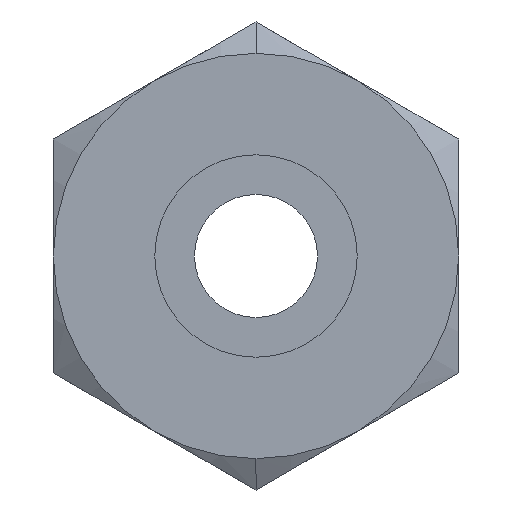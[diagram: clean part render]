
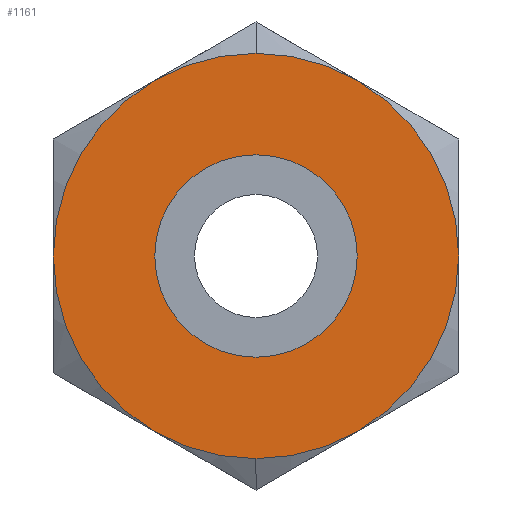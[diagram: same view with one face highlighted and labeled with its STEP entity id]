
A CAD part, left-side view. The second image highlights one B-rep face of the part: STEP entity #1161.
In plain terms, the highlighted planar face has unit normal (-1, 0, 0).
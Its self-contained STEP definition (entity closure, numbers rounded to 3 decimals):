
#16 = CARTESIAN_POINT ( 'NONE',  ( 0., 0., 7.935 ) ) ;
#337 = EDGE_LOOP ( 'NONE', ( #3786, #3101 ) ) ;
#601 = VERTEX_POINT ( 'NONE', #952 ) ;
#663 = EDGE_CURVE ( 'NONE', #601, #5336, #716, .T. ) ;
#716 = CIRCLE ( 'NONE', #2912, 7.935 ) ;
#786 = CARTESIAN_POINT ( 'NONE',  ( 0., 0., 3.967 ) ) ;
#952 = CARTESIAN_POINT ( 'NONE',  ( 0., 0., -7.935 ) ) ;
#1014 = CARTESIAN_POINT ( 'NONE',  ( 0., 0., -3.965 ) ) ;
#1084 = AXIS2_PLACEMENT_3D ( 'NONE', #786, #1333, #5738 ) ;
#1161 = ADVANCED_FACE ( 'NONE', ( #4114, #2344 ), #3501, .T. ) ;
#1333 = DIRECTION ( 'NONE',  ( -1., 0., 0. ) ) ;
#1424 = AXIS2_PLACEMENT_3D ( 'NONE', #2362, #4569, #6774 ) ;
#1757 = DIRECTION ( 'NONE',  ( 1., 0., 0. ) ) ;
#1769 = CIRCLE ( 'NONE', #1424, 7.935 ) ;
#1979 = EDGE_LOOP ( 'NONE', ( #6098, #3887 ) ) ;
#2036 = DIRECTION ( 'NONE',  ( 1., 0., 0. ) ) ;
#2075 = DIRECTION ( 'NONE',  ( 0., 0., -1. ) ) ;
#2344 = FACE_OUTER_BOUND ( 'NONE', #1979, .T. ) ;
#2362 = CARTESIAN_POINT ( 'NONE',  ( 0., 0., 0. ) ) ;
#2449 = AXIS2_PLACEMENT_3D ( 'NONE', #3355, #3419, #4570 ) ;
#2912 = AXIS2_PLACEMENT_3D ( 'NONE', #6996, #2036, #2075 ) ;
#3101 = ORIENTED_EDGE ( 'NONE', *, *, #4403, .T. ) ;
#3355 = CARTESIAN_POINT ( 'NONE',  ( 0., 0., 0. ) ) ;
#3419 = DIRECTION ( 'NONE',  ( 1., 0., 0. ) ) ;
#3501 = PLANE ( 'NONE',  #1084 ) ;
#3786 = ORIENTED_EDGE ( 'NONE', *, *, #4499, .T. ) ;
#3887 = ORIENTED_EDGE ( 'NONE', *, *, #663, .F. ) ;
#3990 = CARTESIAN_POINT ( 'NONE',  ( 0., 0., 0. ) ) ;
#4114 = FACE_BOUND ( 'NONE', #337, .T. ) ;
#4403 = EDGE_CURVE ( 'NONE', #7029, #5992, #5801, .T. ) ;
#4499 = EDGE_CURVE ( 'NONE', #5992, #7029, #5456, .T. ) ;
#4569 = DIRECTION ( 'NONE',  ( 1., 0., 0. ) ) ;
#4570 = DIRECTION ( 'NONE',  ( 0., 0., 1. ) ) ;
#4961 = CARTESIAN_POINT ( 'NONE',  ( 0., 0., 3.965 ) ) ;
#5038 = DIRECTION ( 'NONE',  ( 0., 0., -1. ) ) ;
#5336 = VERTEX_POINT ( 'NONE', #16 ) ;
#5456 = CIRCLE ( 'NONE', #6842, 3.965 ) ;
#5526 = EDGE_CURVE ( 'NONE', #5336, #601, #1769, .T. ) ;
#5738 = DIRECTION ( 'NONE',  ( 0., 0., 1. ) ) ;
#5801 = CIRCLE ( 'NONE', #2449, 3.965 ) ;
#5992 = VERTEX_POINT ( 'NONE', #1014 ) ;
#6098 = ORIENTED_EDGE ( 'NONE', *, *, #5526, .F. ) ;
#6774 = DIRECTION ( 'NONE',  ( 0., 0., 1. ) ) ;
#6842 = AXIS2_PLACEMENT_3D ( 'NONE', #3990, #1757, #5038 ) ;
#6996 = CARTESIAN_POINT ( 'NONE',  ( 0., 0., 0. ) ) ;
#7029 = VERTEX_POINT ( 'NONE', #4961 ) ;
